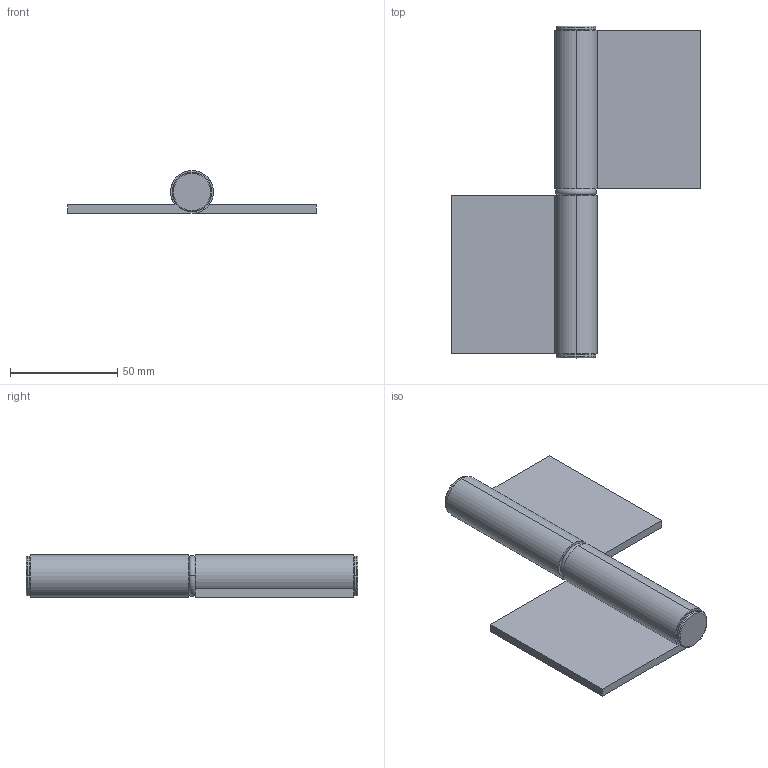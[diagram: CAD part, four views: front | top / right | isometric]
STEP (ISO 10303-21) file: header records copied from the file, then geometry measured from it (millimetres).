
FILE_DESCRIPTION (( 'STEP AP203' ), '1' );
FILE_NAME ('B-1003-1-R.STEP', '2015-08-27T05:32:04', ( '' ), ( '' ), 'SwSTEP 2.0', 'SolidWorks 2012', '' );
FILE_SCHEMA (( 'CONFIG_CONTROL_DESIGN' ));
Length unit declared in the file: millimetre
Products named in the file (4): B-1003-1-R; Ｂ-1003-1ピン_; B-1003-1ヒンジ_; B-1003-1キャップ
Assembly tree (5 placements, depth 2):
  B-1003-1-R
    Ｂ-1003-1ピン_
    B-1003-1ヒンジ_  x2
    B-1003-1キャップ  x2
Bounding box: 116 x 155 x 20 mm (x, y, z)
Volume: 76419.9 mm3; surface area: 38603.5 mm2
Topology: 5 solids, 5 shells, 58 faces, 116 edges, 72 vertices
Faces by surface type: cylinder 20, plane 20, torus 10, cone 8
Entity records: 1421 total; most frequent: DIRECTION 203, CARTESIAN_POINT 159, ORIENTED_EDGE 142, AXIS2_PLACEMENT_3D 88, EDGE_CURVE 71, CIRCLE 44, VERTEX_POINT 44, EDGE_LOOP 41
